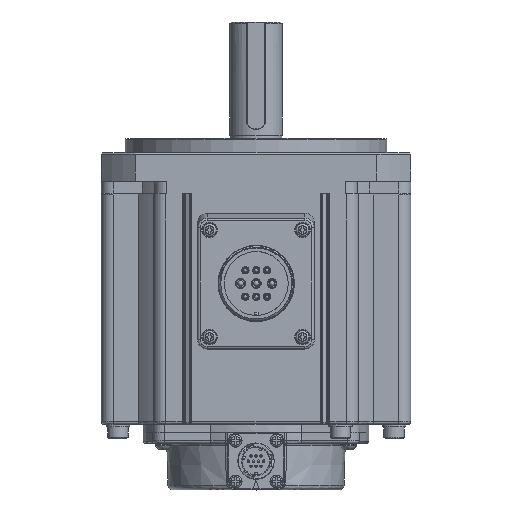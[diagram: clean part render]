
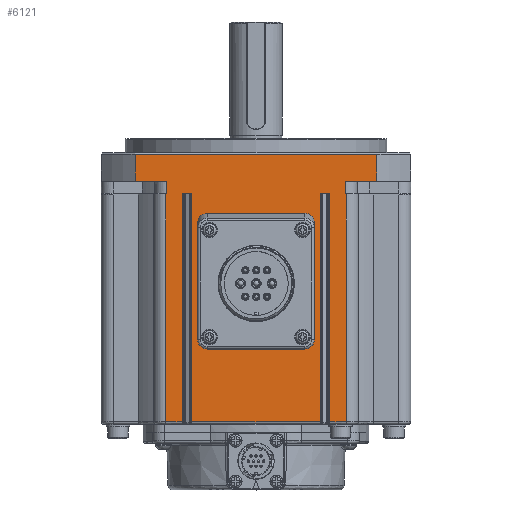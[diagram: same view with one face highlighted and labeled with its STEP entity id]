
A CAD part, top view. The second image highlights one B-rep face of the part: STEP entity #6121.
In plain terms, the highlighted planar face has unit normal (0, 0, 1).
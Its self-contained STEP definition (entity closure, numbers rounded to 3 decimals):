
#1264=LINE('',#42282,#2829);
#1265=LINE('',#42290,#2830);
#1266=LINE('',#42294,#2831);
#1347=LINE('',#43708,#2912);
#1593=LINE('',#44382,#3158);
#1605=LINE('',#44416,#3170);
#1606=LINE('',#44422,#3171);
#1607=LINE('',#44424,#3172);
#1608=LINE('',#44426,#3173);
#1609=LINE('',#44428,#3174);
#1610=LINE('',#44430,#3175);
#1611=LINE('',#44432,#3176);
#1612=LINE('',#44434,#3177);
#1613=LINE('',#44436,#3178);
#1614=LINE('',#44438,#3179);
#1615=LINE('',#44440,#3180);
#1616=LINE('',#44441,#3181);
#1617=LINE('',#44443,#3182);
#1618=LINE('',#44445,#3183);
#1619=LINE('',#44446,#3184);
#1620=LINE('',#44450,#3185);
#1621=LINE('',#44454,#3186);
#1622=LINE('',#44458,#3187);
#1623=LINE('',#44462,#3188);
#2829=VECTOR('',#30446,1.);
#2830=VECTOR('',#30455,1.);
#2831=VECTOR('',#30460,1.);
#2912=VECTOR('',#31487,1.);
#3158=VECTOR('',#32217,1.);
#3170=VECTOR('',#32257,1.);
#3171=VECTOR('',#32264,1.);
#3172=VECTOR('',#32267,1.);
#3173=VECTOR('',#32268,1.);
#3174=VECTOR('',#32269,1.);
#3175=VECTOR('',#32270,1.);
#3176=VECTOR('',#32271,1.);
#3177=VECTOR('',#32272,1.);
#3178=VECTOR('',#32273,1.);
#3179=VECTOR('',#32274,1.);
#3180=VECTOR('',#32275,1.);
#3181=VECTOR('',#32276,1.);
#3182=VECTOR('',#32277,1.);
#3183=VECTOR('',#32278,1.);
#3184=VECTOR('',#32279,1.);
#3185=VECTOR('',#32282,1.);
#3186=VECTOR('',#32285,1.);
#3187=VECTOR('',#32288,1.);
#3188=VECTOR('',#32291,1.);
#4954=FACE_BOUND('',#9502,.T.);
#4955=FACE_BOUND('',#9503,.T.);
#6121=ADVANCED_FACE('',(#4954,#4955),#7022,.F.);
#7022=PLANE('',#26487);
#9502=EDGE_LOOP('',(#14686,#14687,#14688,#14689,#14690,#14691,#14692,#14693,
#14694,#14695,#14696,#14697,#14698,#14699,#14700,#14701,#14702,#14703,#14704,
#14705));
#9503=EDGE_LOOP('',(#14706,#14707,#14708,#14709,#14710,#14711,#14712,#14713));
#14686=ORIENTED_EDGE('',*,*,#22000,.T.);
#14687=ORIENTED_EDGE('',*,*,#22021,.T.);
#14688=ORIENTED_EDGE('',*,*,#22022,.T.);
#14689=ORIENTED_EDGE('',*,*,#22023,.F.);
#14690=ORIENTED_EDGE('',*,*,#22024,.F.);
#14691=ORIENTED_EDGE('',*,*,#22025,.T.);
#14692=ORIENTED_EDGE('',*,*,#22026,.T.);
#14693=ORIENTED_EDGE('',*,*,#22027,.F.);
#14694=ORIENTED_EDGE('',*,*,#22028,.T.);
#14695=ORIENTED_EDGE('',*,*,#22029,.T.);
#14696=ORIENTED_EDGE('',*,*,#21654,.T.);
#14697=ORIENTED_EDGE('',*,*,#21233,.T.);
#14698=ORIENTED_EDGE('',*,*,#22030,.F.);
#14699=ORIENTED_EDGE('',*,*,#22031,.T.);
#14700=ORIENTED_EDGE('',*,*,#22032,.F.);
#14701=ORIENTED_EDGE('',*,*,#21237,.T.);
#14702=ORIENTED_EDGE('',*,*,#22020,.T.);
#14703=ORIENTED_EDGE('',*,*,#22033,.F.);
#14704=ORIENTED_EDGE('',*,*,#22017,.T.);
#14705=ORIENTED_EDGE('',*,*,#21239,.T.);
#14706=ORIENTED_EDGE('',*,*,#22034,.F.);
#14707=ORIENTED_EDGE('',*,*,#22035,.F.);
#14708=ORIENTED_EDGE('',*,*,#22036,.F.);
#14709=ORIENTED_EDGE('',*,*,#22037,.F.);
#14710=ORIENTED_EDGE('',*,*,#22038,.F.);
#14711=ORIENTED_EDGE('',*,*,#22039,.F.);
#14712=ORIENTED_EDGE('',*,*,#22040,.F.);
#14713=ORIENTED_EDGE('',*,*,#22041,.F.);
#18469=VERTEX_POINT('',#42281);
#18470=VERTEX_POINT('',#42283);
#18471=VERTEX_POINT('',#42287);
#18472=VERTEX_POINT('',#42289);
#18473=VERTEX_POINT('',#42293);
#18474=VERTEX_POINT('',#42295);
#18702=VERTEX_POINT('',#43709);
#18887=VERTEX_POINT('',#44381);
#18896=VERTEX_POINT('',#44417);
#18897=VERTEX_POINT('',#44421);
#18898=VERTEX_POINT('',#44425);
#18899=VERTEX_POINT('',#44427);
#18900=VERTEX_POINT('',#44429);
#18901=VERTEX_POINT('',#44431);
#18902=VERTEX_POINT('',#44433);
#18903=VERTEX_POINT('',#44435);
#18904=VERTEX_POINT('',#44437);
#18905=VERTEX_POINT('',#44439);
#18906=VERTEX_POINT('',#44442);
#18907=VERTEX_POINT('',#44444);
#18908=VERTEX_POINT('',#44448);
#18909=VERTEX_POINT('',#44449);
#18910=VERTEX_POINT('',#44451);
#18911=VERTEX_POINT('',#44453);
#18912=VERTEX_POINT('',#44455);
#18913=VERTEX_POINT('',#44457);
#18914=VERTEX_POINT('',#44459);
#18915=VERTEX_POINT('',#44461);
#21233=EDGE_CURVE('',#18470,#18469,#1264,.T.);
#21237=EDGE_CURVE('',#18471,#18472,#1265,.T.);
#21239=EDGE_CURVE('',#18474,#18473,#1266,.T.);
#21654=EDGE_CURVE('',#18702,#18470,#1347,.T.);
#22000=EDGE_CURVE('',#18473,#18887,#1593,.T.);
#22017=EDGE_CURVE('',#18896,#18474,#1605,.T.);
#22020=EDGE_CURVE('',#18472,#18897,#1606,.T.);
#22021=EDGE_CURVE('',#18887,#18898,#1607,.T.);
#22022=EDGE_CURVE('',#18898,#18899,#1608,.T.);
#22023=EDGE_CURVE('',#18900,#18899,#1609,.T.);
#22024=EDGE_CURVE('',#18901,#18900,#1610,.T.);
#22025=EDGE_CURVE('',#18901,#18902,#1611,.T.);
#22026=EDGE_CURVE('',#18902,#18903,#1612,.T.);
#22027=EDGE_CURVE('',#18904,#18903,#1613,.T.);
#22028=EDGE_CURVE('',#18904,#18905,#1614,.T.);
#22029=EDGE_CURVE('',#18905,#18702,#1615,.T.);
#22030=EDGE_CURVE('',#18906,#18469,#1616,.T.);
#22031=EDGE_CURVE('',#18906,#18907,#1617,.T.);
#22032=EDGE_CURVE('',#18471,#18907,#1618,.T.);
#22033=EDGE_CURVE('',#18896,#18897,#1619,.T.);
#22034=EDGE_CURVE('',#18908,#18909,#24102,.T.);
#22035=EDGE_CURVE('',#18910,#18908,#1620,.T.);
#22036=EDGE_CURVE('',#18911,#18910,#24103,.T.);
#22037=EDGE_CURVE('',#18912,#18911,#1621,.T.);
#22038=EDGE_CURVE('',#18913,#18912,#24104,.T.);
#22039=EDGE_CURVE('',#18914,#18913,#1622,.T.);
#22040=EDGE_CURVE('',#18915,#18914,#24105,.T.);
#22041=EDGE_CURVE('',#18909,#18915,#1623,.T.);
#24102=CIRCLE('',#26483,3.9);
#24103=CIRCLE('',#26484,3.9);
#24104=CIRCLE('',#26485,3.9);
#24105=CIRCLE('',#26486,3.9);
#26483=AXIS2_PLACEMENT_3D('',#44447,#32280,#32281);
#26484=AXIS2_PLACEMENT_3D('',#44452,#32283,#32284);
#26485=AXIS2_PLACEMENT_3D('',#44456,#32286,#32287);
#26486=AXIS2_PLACEMENT_3D('',#44460,#32289,#32290);
#26487=AXIS2_PLACEMENT_3D('',#44463,#32292,#32293);
#30446=DIRECTION('',(1.,0.,0.));
#30455=DIRECTION('',(1.,0.,0.));
#30460=DIRECTION('',(1.,0.,0.));
#31487=DIRECTION('',(0.,-1.,0.));
#32217=DIRECTION('',(0.,1.,0.));
#32257=DIRECTION('',(0.,-1.,0.));
#32264=DIRECTION('',(0.,1.,0.));
#32267=DIRECTION('',(-1.,0.,0.));
#32268=DIRECTION('',(0.,1.,0.));
#32269=DIRECTION('',(-1.,0.,0.));
#32270=DIRECTION('',(0.,-1.,0.));
#32271=DIRECTION('',(-1.,0.,0.));
#32272=DIRECTION('',(0.,-1.,0.));
#32273=DIRECTION('',(-1.,0.,0.));
#32274=DIRECTION('',(0.,-1.,0.));
#32275=DIRECTION('',(-1.,0.,0.));
#32276=DIRECTION('',(0.,-1.,0.));
#32277=DIRECTION('',(1.,0.,0.));
#32278=DIRECTION('',(0.,1.,0.));
#32279=DIRECTION('',(-1.,0.,0.));
#32280=DIRECTION('',(0.,0.,1.));
#32281=DIRECTION('',(0.,-1.,0.));
#32282=DIRECTION('',(0.,-1.,0.));
#32283=DIRECTION('',(0.,0.,1.));
#32284=DIRECTION('',(0.,-1.,0.));
#32285=DIRECTION('',(-1.,0.,0.));
#32286=DIRECTION('',(0.,0.,1.));
#32287=DIRECTION('',(0.,-1.,0.));
#32288=DIRECTION('',(0.,1.,0.));
#32289=DIRECTION('',(0.,0.,1.));
#32290=DIRECTION('',(0.,-1.,0.));
#32291=DIRECTION('',(1.,0.,0.));
#32292=DIRECTION('',(0.,0.,-1.));
#32293=DIRECTION('',(0.,1.,0.));
#42281=CARTESIAN_POINT('',(-30.974,-11.,0.));
#42282=CARTESIAN_POINT('',(38.,-11.,0.));
#42283=CARTESIAN_POINT('',(-38.,-11.,0.));
#42287=CARTESIAN_POINT('',(-27.026,-11.,0.));
#42289=CARTESIAN_POINT('',(27.026,-11.,0.));
#42290=CARTESIAN_POINT('',(38.,-11.,0.));
#42293=CARTESIAN_POINT('',(38.,-11.,0.));
#42294=CARTESIAN_POINT('',(38.,-11.,0.));
#42295=CARTESIAN_POINT('',(30.974,-11.,0.));
#43708=CARTESIAN_POINT('',(-38.,-35.,0.));
#43709=CARTESIAN_POINT('',(-38.,84.7,0.));
#44381=CARTESIAN_POINT('',(38.,84.7,0.));
#44382=CARTESIAN_POINT('',(38.,0.,0.));
#44416=CARTESIAN_POINT('',(30.974,-35.,0.));
#44417=CARTESIAN_POINT('',(30.974,85.,0.));
#44421=CARTESIAN_POINT('',(27.026,85.,0.));
#44422=CARTESIAN_POINT('',(27.026,-35.,0.));
#44424=CARTESIAN_POINT('',(37.5,84.7,0.));
#44425=CARTESIAN_POINT('',(37.5,84.7,0.));
#44426=CARTESIAN_POINT('',(37.5,-21.,0.));
#44427=CARTESIAN_POINT('',(37.5,90.,0.));
#44428=CARTESIAN_POINT('',(65.,90.,0.));
#44429=CARTESIAN_POINT('',(50.806,90.,0.));
#44430=CARTESIAN_POINT('',(50.806,102.,0.));
#44431=CARTESIAN_POINT('',(50.806,101.3,0.));
#44432=CARTESIAN_POINT('',(38.,101.3,0.));
#44433=CARTESIAN_POINT('',(-50.806,101.3,0.));
#44434=CARTESIAN_POINT('',(-50.806,102.,0.));
#44435=CARTESIAN_POINT('',(-50.806,90.,0.));
#44436=CARTESIAN_POINT('',(-65.,90.,0.));
#44437=CARTESIAN_POINT('',(-37.5,90.,0.));
#44438=CARTESIAN_POINT('',(-37.5,-21.,0.));
#44439=CARTESIAN_POINT('',(-37.5,84.7,0.));
#44440=CARTESIAN_POINT('',(-38.,84.7,0.));
#44441=CARTESIAN_POINT('',(-30.974,-35.,0.));
#44442=CARTESIAN_POINT('',(-30.974,85.,0.));
#44443=CARTESIAN_POINT('',(42.5,85.,0.));
#44444=CARTESIAN_POINT('',(-27.026,85.,0.));
#44445=CARTESIAN_POINT('',(-27.026,-35.,0.));
#44446=CARTESIAN_POINT('',(-42.5,85.,0.));
#44447=CARTESIAN_POINT('',(-20.5,23.5,0.));
#44448=CARTESIAN_POINT('',(-24.4,23.5,0.));
#44449=CARTESIAN_POINT('',(-20.5,19.6,0.));
#44450=CARTESIAN_POINT('',(-24.4,72.5,0.));
#44451=CARTESIAN_POINT('',(-24.4,72.5,0.));
#44452=CARTESIAN_POINT('',(-20.5,72.5,0.));
#44453=CARTESIAN_POINT('',(-20.5,76.4,0.));
#44454=CARTESIAN_POINT('',(-20.5,76.4,0.));
#44455=CARTESIAN_POINT('',(20.5,76.4,0.));
#44456=CARTESIAN_POINT('',(20.5,72.5,0.));
#44457=CARTESIAN_POINT('',(24.4,72.5,0.));
#44458=CARTESIAN_POINT('',(24.4,72.5,0.));
#44459=CARTESIAN_POINT('',(24.4,23.5,0.));
#44460=CARTESIAN_POINT('',(20.5,23.5,0.));
#44461=CARTESIAN_POINT('',(20.5,19.6,0.));
#44462=CARTESIAN_POINT('',(-20.5,19.6,0.));
#44463=CARTESIAN_POINT('',(38.,-35.,0.));
